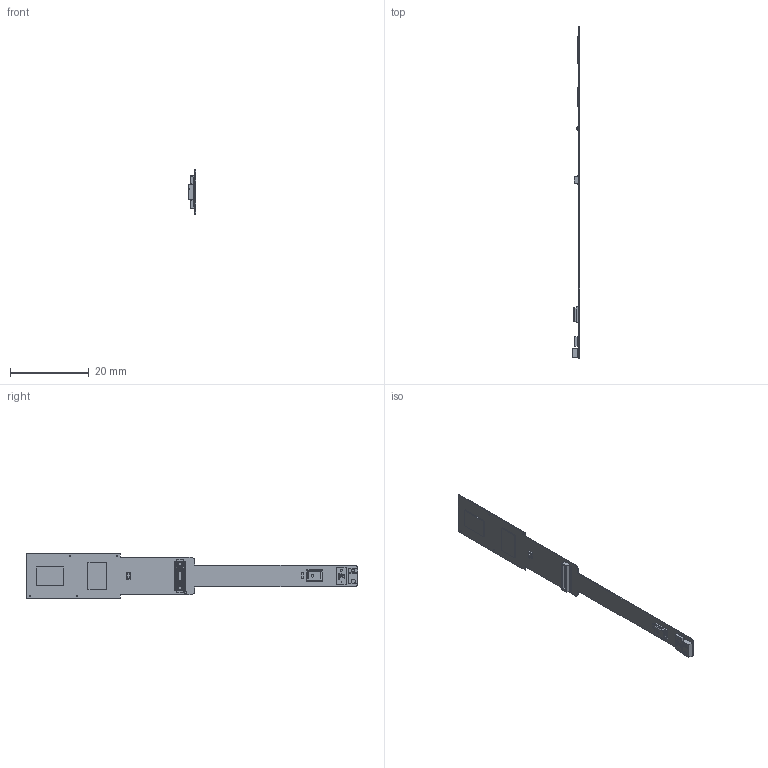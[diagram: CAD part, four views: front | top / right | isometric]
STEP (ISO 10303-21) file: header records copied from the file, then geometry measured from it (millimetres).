
FILE_DESCRIPTION(('HOOPS Exchange Step'),'2;1');
FILE_NAME('temp_export','2021-11-03T09:58:08+01:00',('mobile'),('Shapr3D Limited'),'HOOPS Exchange 2021.1','Shapr3D','Authorized');
FILE_SCHEMA( ('AP203_CONFIGURATION_CONTROLLED_3D_DESIGN_OF_MECHANICAL_PARTS_AND_ASSEMBLIES_MIM_LF') );
Length unit declared in the file: millimetre
Products named in the file (8): 0; B13612AE-1AD4-424A-A8C7-C514E3C599BE.tmp
Assembly tree (7 placements, depth 3):
  B13612AE-1AD4-424A-A8C7-C514E3C599BE.tmp
    0
      0
      0
      0
      0
      0
      0
Bounding box: 1.82 x 84.5 x 11.5 mm (x, y, z)
Volume: 204.7 mm3; surface area: 1760.2 mm2
Topology: 23 solids, 23 shells, 1193 faces, 3173 edges, 2084 vertices
Faces by surface type: plane 806, cylinder 234, extrusion 121, torus 14, sphere 12, cone 6
Full cylindrical faces by diameter (mm): 0.2 x1, 0.3 x4, 0.4 x1, 0.5 x1, 0.65 x1, 1.1 x1
Entity records: 41975 total; most frequent: CARTESIAN_POINT 11973, ORIENTED_EDGE 6322, DIRECTION 5642, EDGE_CURVE 3161, VECTOR 2536, LINE 2415, VERTEX_POINT 2084, AXIS2_PLACEMENT_3D 1553
